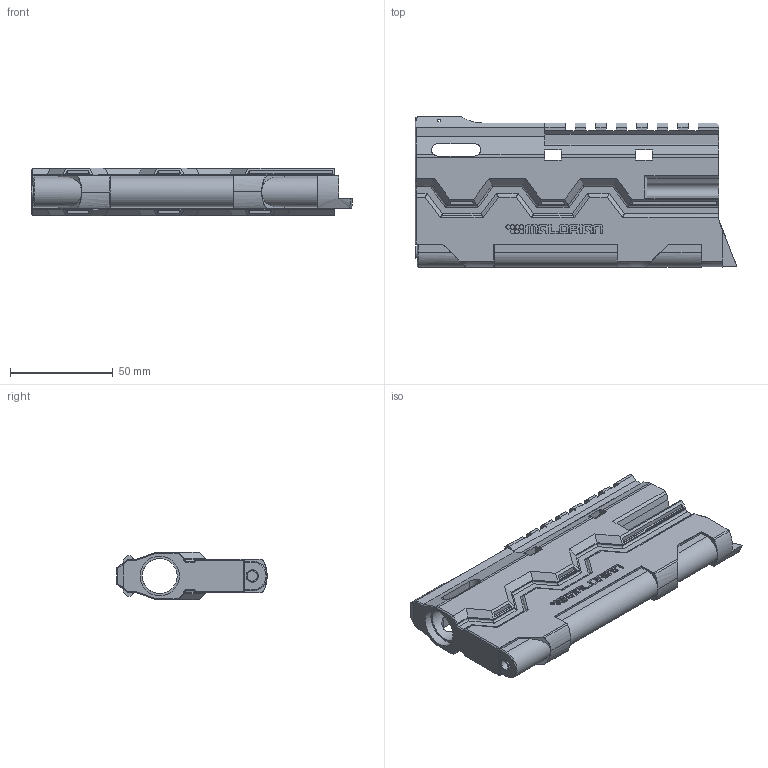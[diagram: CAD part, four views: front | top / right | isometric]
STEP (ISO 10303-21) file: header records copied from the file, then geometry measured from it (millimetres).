
FILE_DESCRIPTION(/* description */ (''),/* implementation_level */ '2;1');
FILE_NAME(/* name */ 'Couvre canon taurus (version cyberpunk).step',/* time_stamp */ '2024-05-06T18:45:06+02:00',/* author */ (''),/* organization */ (''),/* preprocessor_version */ 'ST-DEVELOPER v20',/* originating_system */ 'Autodesk Translation Framework v12.20.1.177',/* authorisation */ '');
FILE_SCHEMA (('AUTOMOTIVE_DESIGN { 1 0 10303 214 3 1 1 }'));
Length unit declared in the file: millimetre
Products named in the file (1): barrel proto ajusté
Bounding box: 156.84 x 73.23 x 23.09 mm (x, y, z)
Volume: 143237.9 mm3; surface area: 42288 mm2
Topology: 1 solids, 1 shells, 892 faces, 2431 edges, 1553 vertices
Faces by surface type: plane 693, cylinder 120, bspline 69, cone 9, torus 1
Full cylindrical faces by diameter (mm): 1.5 x2, 3.75 x1, 5 x1, 6 x1, 17 x1, 19 x1, 19.2 x1
Entity records: 29607 total; most frequent: CARTESIAN_POINT 7462, ORIENTED_EDGE 4862, DIRECTION 4103, EDGE_CURVE 2431, LINE 2037, VECTOR 2037, VERTEX_POINT 1553, AXIS2_PLACEMENT_3D 1033
